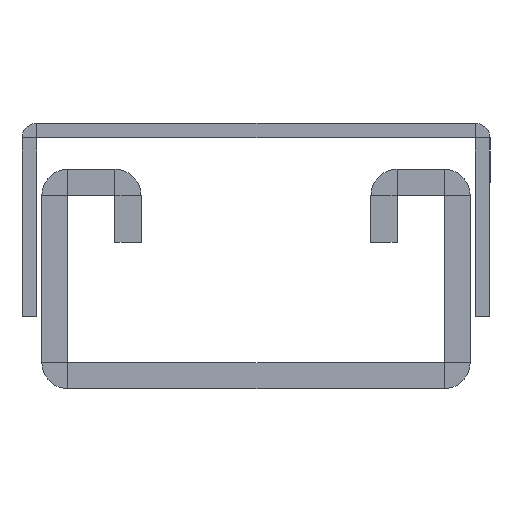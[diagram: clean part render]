
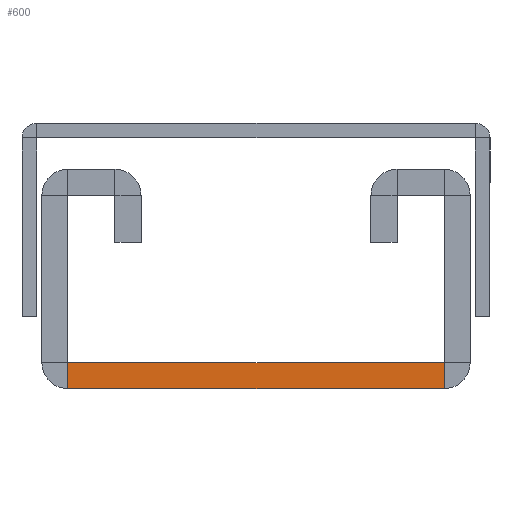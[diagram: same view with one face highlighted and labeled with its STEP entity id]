
A CAD part, left-side view. The second image highlights one B-rep face of the part: STEP entity #600.
In plain terms, the highlighted planar face has unit normal (-1, 0, 0).
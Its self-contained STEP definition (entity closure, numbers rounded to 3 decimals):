
#64 = VERTEX_POINT ( 'NONE', #2020 ) ;
#148 = ORIENTED_EDGE ( 'NONE', *, *, #511, .F. ) ;
#208 = EDGE_LOOP ( 'NONE', ( #765, #798, #148, #776 ) ) ;
#317 = VERTEX_POINT ( 'NONE', #1666 ) ;
#358 = LINE ( 'NONE', #3232, #1203 ) ;
#374 = DIRECTION ( 'NONE',  ( 0., 1., 0. ) ) ;
#502 = DIRECTION ( 'NONE',  ( 0., 0., -1. ) ) ;
#511 = EDGE_CURVE ( 'NONE', #317, #3368, #1782, .T. ) ;
#600 = ADVANCED_FACE ( 'NONE', ( #2885 ), #1278, .T. ) ;
#765 = ORIENTED_EDGE ( 'NONE', *, *, #1927, .T. ) ;
#776 = ORIENTED_EDGE ( 'NONE', *, *, #3453, .F. ) ;
#798 = ORIENTED_EDGE ( 'NONE', *, *, #1359, .T. ) ;
#860 = LINE ( 'NONE', #2038, #2373 ) ;
#941 = VECTOR ( 'NONE', #1839, 1000. ) ;
#986 = CARTESIAN_POINT ( 'NONE',  ( 0., -18., 2.5 ) ) ;
#1203 = VECTOR ( 'NONE', #374, 1000. ) ;
#1278 = PLANE ( 'NONE',  #1745 ) ;
#1359 = EDGE_CURVE ( 'NONE', #64, #3368, #860, .T. ) ;
#1367 = CARTESIAN_POINT ( 'NONE',  ( 0., -18., 2.5 ) ) ;
#1666 = CARTESIAN_POINT ( 'NONE',  ( 0., -18., 0. ) ) ;
#1702 = LINE ( 'NONE', #1367, #3816 ) ;
#1745 = AXIS2_PLACEMENT_3D ( 'NONE', #3649, #2491, #1870 ) ;
#1782 = LINE ( 'NONE', #2384, #941 ) ;
#1839 = DIRECTION ( 'NONE',  ( 0., 1., 0. ) ) ;
#1870 = DIRECTION ( 'NONE',  ( 0., -1., 0. ) ) ;
#1927 = EDGE_CURVE ( 'NONE', #3209, #64, #358, .T. ) ;
#2020 = CARTESIAN_POINT ( 'NONE',  ( 0., 18., 2.5 ) ) ;
#2038 = CARTESIAN_POINT ( 'NONE',  ( 0., 18., 2.5 ) ) ;
#2220 = CARTESIAN_POINT ( 'NONE',  ( 0., 18., 0. ) ) ;
#2373 = VECTOR ( 'NONE', #3815, 1000. ) ;
#2384 = CARTESIAN_POINT ( 'NONE',  ( 0., 0., 0. ) ) ;
#2491 = DIRECTION ( 'NONE',  ( -1., 0., 0. ) ) ;
#2885 = FACE_OUTER_BOUND ( 'NONE', #208, .T. ) ;
#3209 = VERTEX_POINT ( 'NONE', #986 ) ;
#3232 = CARTESIAN_POINT ( 'NONE',  ( 0., 0., 2.5 ) ) ;
#3368 = VERTEX_POINT ( 'NONE', #2220 ) ;
#3453 = EDGE_CURVE ( 'NONE', #3209, #317, #1702, .T. ) ;
#3649 = CARTESIAN_POINT ( 'NONE',  ( 0., 13.5, 18.5 ) ) ;
#3815 = DIRECTION ( 'NONE',  ( 0., 0., -1. ) ) ;
#3816 = VECTOR ( 'NONE', #502, 1000. ) ;
